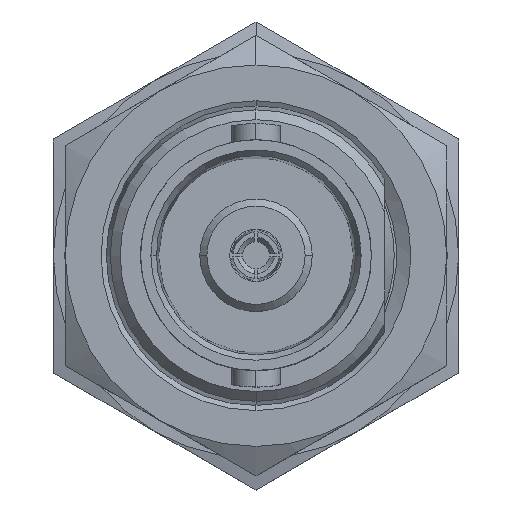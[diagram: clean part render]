
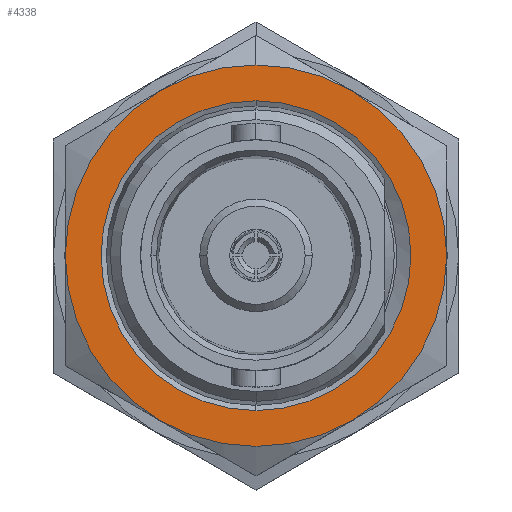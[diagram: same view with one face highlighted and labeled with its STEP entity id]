
A CAD part, top view. The second image highlights one B-rep face of the part: STEP entity #4338.
In plain terms, the highlighted planar face has unit normal (0, 0, 1).
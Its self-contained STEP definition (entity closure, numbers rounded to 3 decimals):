
#325 = AXIS2_PLACEMENT_3D ( 'NONE', #5640, #5641, #5642 ) ;
#332 = AXIS2_PLACEMENT_3D ( 'NONE', #5697, #5698, #5699 ) ;
#334 = AXIS2_PLACEMENT_3D ( 'NONE', #5658, #5659, #5660 ) ;
#377 = AXIS2_PLACEMENT_3D ( 'NONE', #6015, #6016, #6017 ) ;
#387 = AXIS2_PLACEMENT_3D ( 'NONE', #6102, #6103, #6104 ) ;
#390 = AXIS2_PLACEMENT_3D ( 'NONE', #6099, #6100, #6101 ) ;
#1729 = CARTESIAN_POINT ( 'NONE',  ( 0., 0., -13. ) ) ;
#1730 = DIRECTION ( 'NONE',  ( 0., 0., 1. ) ) ;
#1731 = DIRECTION ( 'NONE',  ( 0., -1., 0. ) ) ;
#2020 = VERTEX_POINT ( 'NONE', #3145 ) ;
#2640 = CARTESIAN_POINT ( 'NONE',  ( 8., 0., -13. ) ) ;
#2641 = CARTESIAN_POINT ( 'NONE',  ( 4., 6.928, -13. ) ) ;
#2644 = CARTESIAN_POINT ( 'NONE',  ( 4., -6.928, -13. ) ) ;
#3145 = CARTESIAN_POINT ( 'NONE',  ( -8., 0., -13. ) ) ;
#3560 = CIRCLE ( 'NONE', #12147, 8. ) ;
#3665 = CIRCLE ( 'NONE', #12171, 8. ) ;
#3676 = CIRCLE ( 'NONE', #325, 8. ) ;
#3677 = CIRCLE ( 'NONE', #334, 8. ) ;
#3678 = CIRCLE ( 'NONE', #332, 8. ) ;
#3697 = CIRCLE ( 'NONE', #377, 6.5 ) ;
#3703 = CIRCLE ( 'NONE', #390, 8. ) ;
#3704 = CIRCLE ( 'NONE', #387, 8. ) ;
#3921 = VERTEX_POINT ( 'NONE', #2640 ) ;
#3922 = VERTEX_POINT ( 'NONE', #2641 ) ;
#3925 = VERTEX_POINT ( 'NONE', #2644 ) ;
#3927 = ORIENTED_EDGE ( 'NONE', *, *, #4389, .F. ) ;
#3928 = ORIENTED_EDGE ( 'NONE', *, *, #4276, .F. ) ;
#3929 = ORIENTED_EDGE ( 'NONE', *, *, #4357, .T. ) ;
#3930 = ORIENTED_EDGE ( 'NONE', *, *, #4343, .T. ) ;
#3931 = ORIENTED_EDGE ( 'NONE', *, *, #4406, .T. ) ;
#3932 = ORIENTED_EDGE ( 'NONE', *, *, #4405, .T. ) ;
#3933 = ORIENTED_EDGE ( 'NONE', *, *, #4361, .T. ) ;
#3934 = ORIENTED_EDGE ( 'NONE', *, *, #4367, .T. ) ;
#4276 = EDGE_CURVE ( 'NONE', #5004, #5005, #11779, .T. ) ;
#4334 = EDGE_CURVE ( 'NONE', #4992, #4993, #3560, .T. ) ;
#4338 = ADVANCED_FACE ( 'NONE', ( #12164, #12150 ), #5538, .F. ) ;
#4343 = EDGE_CURVE ( 'NONE', #3921, #3922, #3665, .T. ) ;
#4357 = EDGE_CURVE ( 'NONE', #3925, #3921, #3676, .T. ) ;
#4361 = EDGE_CURVE ( 'NONE', #2020, #10950, #3677, .T. ) ;
#4367 = EDGE_CURVE ( 'NONE', #10950, #3925, #3678, .T. ) ;
#4389 = EDGE_CURVE ( 'NONE', #5005, #5004, #3697, .T. ) ;
#4405 = EDGE_CURVE ( 'NONE', #4993, #2020, #3703, .T. ) ;
#4406 = EDGE_CURVE ( 'NONE', #3922, #4992, #3704, .T. ) ;
#4992 = VERTEX_POINT ( 'NONE', #9471 ) ;
#4993 = VERTEX_POINT ( 'NONE', #9472 ) ;
#5004 = VERTEX_POINT ( 'NONE', #9485 ) ;
#5005 = VERTEX_POINT ( 'NONE', #9486 ) ;
#5486 = CARTESIAN_POINT ( 'NONE',  ( 0., 0., -13. ) ) ;
#5490 = DIRECTION ( 'NONE',  ( 0., 0., 1. ) ) ;
#5491 = DIRECTION ( 'NONE',  ( 0., -1., 0. ) ) ;
#5538 = PLANE ( 'NONE',  #12172 ) ;
#5539 = CARTESIAN_POINT ( 'NONE',  ( 0., 8., -13. ) ) ;
#5540 = DIRECTION ( 'NONE',  ( 0., 0., -1. ) ) ;
#5541 = DIRECTION ( 'NONE',  ( 0., 1., 0. ) ) ;
#5590 = CARTESIAN_POINT ( 'NONE',  ( 0., 0., -13. ) ) ;
#5591 = DIRECTION ( 'NONE',  ( 0., 0., 1. ) ) ;
#5592 = DIRECTION ( 'NONE',  ( 0., -1., 0. ) ) ;
#5640 = CARTESIAN_POINT ( 'NONE',  ( 0., 0., -13. ) ) ;
#5641 = DIRECTION ( 'NONE',  ( 0., 0., 1. ) ) ;
#5642 = DIRECTION ( 'NONE',  ( 0., -1., 0. ) ) ;
#5658 = CARTESIAN_POINT ( 'NONE',  ( 0., 0., -13. ) ) ;
#5659 = DIRECTION ( 'NONE',  ( 0., 0., 1. ) ) ;
#5660 = DIRECTION ( 'NONE',  ( 0., -1., 0. ) ) ;
#5697 = CARTESIAN_POINT ( 'NONE',  ( 0., 0., -13. ) ) ;
#5698 = DIRECTION ( 'NONE',  ( 0., 0., 1. ) ) ;
#5699 = DIRECTION ( 'NONE',  ( 0., -1., 0. ) ) ;
#6015 = CARTESIAN_POINT ( 'NONE',  ( 0., 0., -13. ) ) ;
#6016 = DIRECTION ( 'NONE',  ( 0., 0., 1. ) ) ;
#6017 = DIRECTION ( 'NONE',  ( 0., -1., 0. ) ) ;
#6099 = CARTESIAN_POINT ( 'NONE',  ( 0., 0., -13. ) ) ;
#6100 = DIRECTION ( 'NONE',  ( 0., 0., 1. ) ) ;
#6101 = DIRECTION ( 'NONE',  ( 0., -1., 0. ) ) ;
#6102 = CARTESIAN_POINT ( 'NONE',  ( 0., 0., -13. ) ) ;
#6103 = DIRECTION ( 'NONE',  ( 0., 0., 1. ) ) ;
#6104 = DIRECTION ( 'NONE',  ( 0., -1., 0. ) ) ;
#9471 = CARTESIAN_POINT ( 'NONE',  ( 0., 8., -13. ) ) ;
#9472 = CARTESIAN_POINT ( 'NONE',  ( -4., 6.928, -13. ) ) ;
#9485 = CARTESIAN_POINT ( 'NONE',  ( 0., 6.5, -13. ) ) ;
#9486 = CARTESIAN_POINT ( 'NONE',  ( 0., -6.5, -13. ) ) ;
#9504 = CARTESIAN_POINT ( 'NONE',  ( -4., -6.928, -13. ) ) ;
#10950 = VERTEX_POINT ( 'NONE', #9504 ) ;
#11526 = AXIS2_PLACEMENT_3D ( 'NONE', #1729, #1730, #1731 ) ;
#11703 = EDGE_LOOP ( 'NONE', ( #3929, #3930, #3931, #11753, #3932, #3933, #3934 ) ) ;
#11708 = EDGE_LOOP ( 'NONE', ( #3927, #3928 ) ) ;
#11753 = ORIENTED_EDGE ( 'NONE', *, *, #4334, .T. ) ;
#11779 = CIRCLE ( 'NONE', #11526, 6.5 ) ;
#12147 = AXIS2_PLACEMENT_3D ( 'NONE', #5486, #5490, #5491 ) ;
#12150 = FACE_OUTER_BOUND ( 'NONE', #11703, .T. ) ;
#12164 = FACE_BOUND ( 'NONE', #11708, .T. ) ;
#12171 = AXIS2_PLACEMENT_3D ( 'NONE', #5590, #5591, #5592 ) ;
#12172 = AXIS2_PLACEMENT_3D ( 'NONE', #5539, #5540, #5541 ) ;
